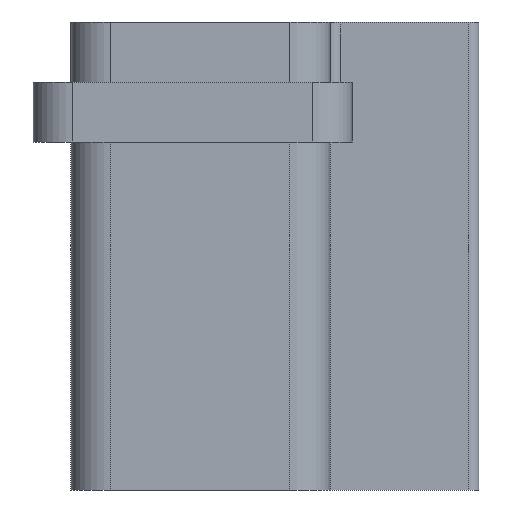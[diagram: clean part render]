
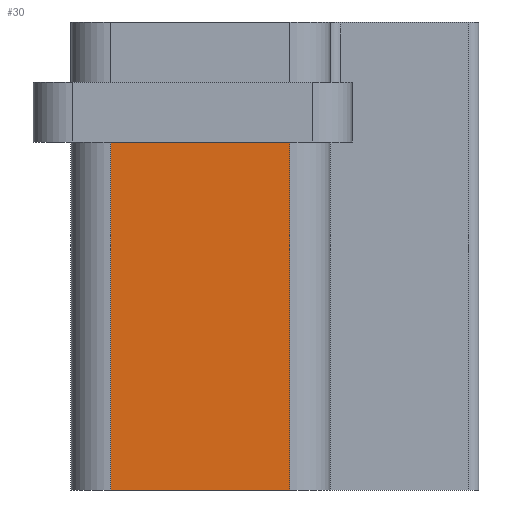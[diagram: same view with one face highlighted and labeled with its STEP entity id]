
A CAD part, left-side view. The second image highlights one B-rep face of the part: STEP entity #30.
In plain terms, the highlighted planar face has unit normal (-1, 0, 0).
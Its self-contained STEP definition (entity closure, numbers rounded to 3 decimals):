
#19 = VERTEX_POINT ( 'NONE', #479 ) ;
#30 = ADVANCED_FACE ( 'NONE', ( #589 ), #157, .T. ) ;
#98 = AXIS2_PLACEMENT_3D ( 'NONE', #1174, #1047, #611 ) ;
#122 = DIRECTION ( 'NONE',  ( 0., -1., 0. ) ) ;
#157 = PLANE ( 'NONE',  #98 ) ;
#193 = EDGE_CURVE ( 'NONE', #19, #863, #307, .T. ) ;
#292 = ORIENTED_EDGE ( 'NONE', *, *, #387, .T. ) ;
#297 = CARTESIAN_POINT ( 'NONE',  ( -10.025, 0., 0. ) ) ;
#307 = LINE ( 'NONE', #297, #542 ) ;
#387 = EDGE_CURVE ( 'NONE', #805, #621, #483, .T. ) ;
#388 = CARTESIAN_POINT ( 'NONE',  ( -10.025, -4.875, -17.4 ) ) ;
#393 = VECTOR ( 'NONE', #905, 1000. ) ;
#414 = EDGE_LOOP ( 'NONE', ( #469, #672, #292, #598 ) ) ;
#469 = ORIENTED_EDGE ( 'NONE', *, *, #193, .T. ) ;
#479 = CARTESIAN_POINT ( 'NONE',  ( -10.025, -4.875, 0. ) ) ;
#483 = LINE ( 'NONE', #1148, #896 ) ;
#542 = VECTOR ( 'NONE', #640, 1000. ) ;
#566 = LINE ( 'NONE', #1327, #702 ) ;
#589 = FACE_OUTER_BOUND ( 'NONE', #414, .T. ) ;
#598 = ORIENTED_EDGE ( 'NONE', *, *, #686, .T. ) ;
#611 = DIRECTION ( 'NONE',  ( 0., -1., 0. ) ) ;
#621 = VERTEX_POINT ( 'NONE', #388 ) ;
#640 = DIRECTION ( 'NONE',  ( 0., 1., 0. ) ) ;
#646 = EDGE_CURVE ( 'NONE', #863, #805, #1457, .T. ) ;
#672 = ORIENTED_EDGE ( 'NONE', *, *, #646, .T. ) ;
#686 = EDGE_CURVE ( 'NONE', #621, #19, #566, .T. ) ;
#702 = VECTOR ( 'NONE', #1133, 1000. ) ;
#805 = VERTEX_POINT ( 'NONE', #828 ) ;
#828 = CARTESIAN_POINT ( 'NONE',  ( -10.025, 4.075, -17.4 ) ) ;
#863 = VERTEX_POINT ( 'NONE', #1278 ) ;
#896 = VECTOR ( 'NONE', #122, 1000. ) ;
#905 = DIRECTION ( 'NONE',  ( 0., 0., -1. ) ) ;
#1047 = DIRECTION ( 'NONE',  ( -1., 0., 0. ) ) ;
#1103 = CARTESIAN_POINT ( 'NONE',  ( -10.025, 4.075, -17.4 ) ) ;
#1133 = DIRECTION ( 'NONE',  ( 0., 0., 1. ) ) ;
#1148 = CARTESIAN_POINT ( 'NONE',  ( -10.025, 0., -17.4 ) ) ;
#1174 = CARTESIAN_POINT ( 'NONE',  ( -10.025, 0., -17.4 ) ) ;
#1278 = CARTESIAN_POINT ( 'NONE',  ( -10.025, 4.075, 0. ) ) ;
#1327 = CARTESIAN_POINT ( 'NONE',  ( -10.025, -4.875, -17.4 ) ) ;
#1457 = LINE ( 'NONE', #1103, #393 ) ;
